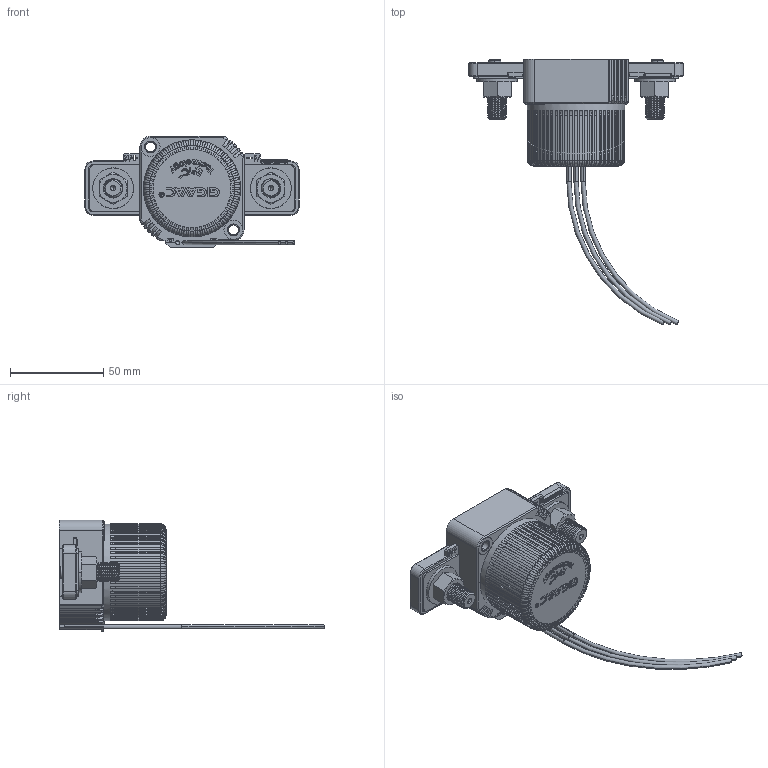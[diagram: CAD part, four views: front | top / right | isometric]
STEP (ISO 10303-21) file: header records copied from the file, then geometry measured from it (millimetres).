
FILE_DESCRIPTION (( 'STEP AP214' ), '1' );
FILE_NAME ('MXL14_step_122115.STEP', '2015-12-21T17:50:22', ( 'Temp' ), ( '' ), 'SwSTEP 2.0', 'SolidWorks 2014', '' );
FILE_SCHEMA (( 'AUTOMOTIVE_DESIGN' ));
Length unit declared in the file: inch
Products named in the file (1): MXL14_step_122115
Bounding box: 114.81 x 142.33 x 59.72 mm (x, y, z)
Volume: 58290.7 mm3; surface area: 64038.5 mm2
Topology: 15 solids, 15 shells, 2288 faces, 6365 edges, 4189 vertices
Faces by surface type: plane 1150, cylinder 532, torus 238, bspline 234, cone 134
Entity records: 120784 total; most frequent: CARTESIAN_POINT 33949, ORIENTED_EDGE 12722, DIRECTION 10928, EDGE_CURVE 6361, VERTEX_POINT 4189, LINE 3696, VECTOR 3696, AXIS2_PLACEMENT_3D 3616
